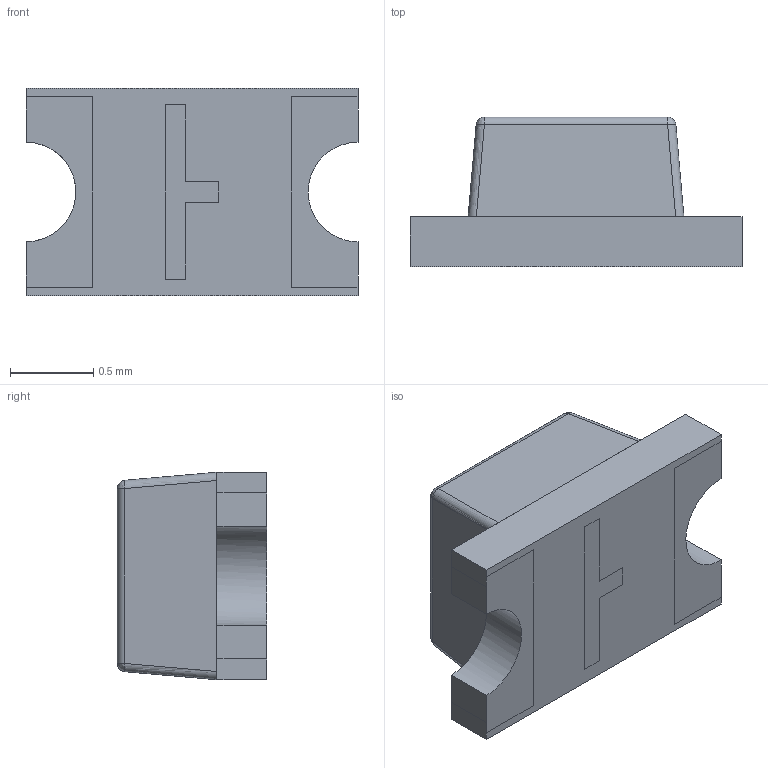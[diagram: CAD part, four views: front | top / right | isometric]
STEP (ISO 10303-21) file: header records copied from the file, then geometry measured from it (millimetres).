
FILE_DESCRIPTION(/* description */ (''),/* implementation_level */ '2;1');
FILE_NAME(/* name */ 'LEDD4A~1',/* time_stamp */ '2018-02-22T06:16:43+03:00',/* author */ (''),/* organization */ (''),/* preprocessor_version */ 'ST-DEVELOPER v15',/* originating_system */ '',/* authorisation */ '');
FILE_SCHEMA (('AUTOMOTIVE_DESIGN'));
Length unit declared in the file: millimetre
Products named in the file (1): Document
Bounding box: 2 x 0.9 x 1.25 mm (x, y, z)
Volume: 1.6 mm3; surface area: 13.8 mm2
Topology: 3 solids, 3 shells, 43 faces, 112 edges, 72 vertices
Faces by surface type: plane 29, bspline 14
Entity records: 1469 total; most frequent: CARTESIAN_POINT 711, ORIENTED_EDGE 216, EDGE_CURVE 108, B_SPLINE_CURVE_WITH_KNOTS 88, VERTEX_POINT 72, EDGE_LOOP 44, ADVANCED_FACE 43, FACE_OUTER_BOUND 43
